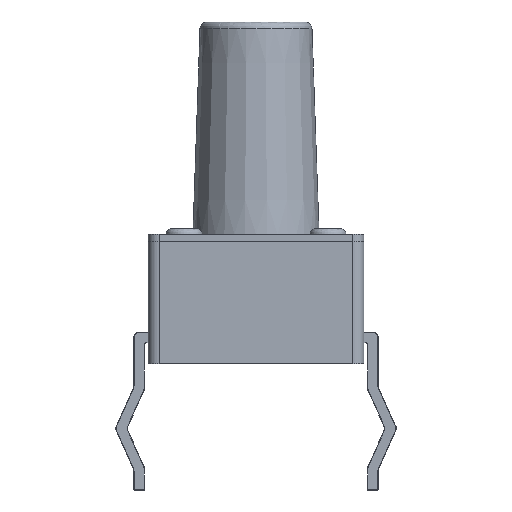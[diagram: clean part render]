
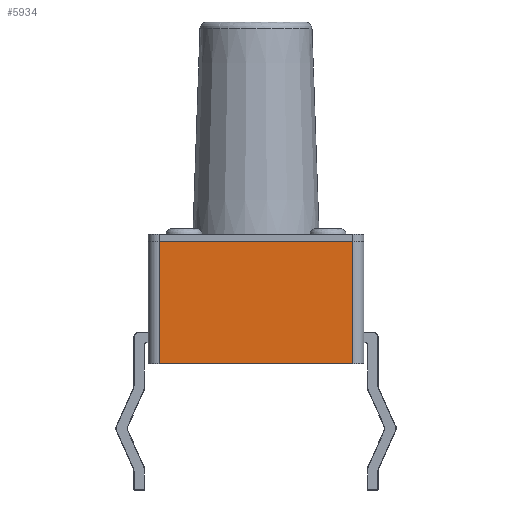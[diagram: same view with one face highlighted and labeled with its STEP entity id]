
A CAD part, front view. The second image highlights one B-rep face of the part: STEP entity #5934.
In plain terms, the highlighted planar face has unit normal (0, -1, 0).
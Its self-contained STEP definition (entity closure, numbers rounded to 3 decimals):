
#4969 = PLANE('',#4970);
#4970 = AXIS2_PLACEMENT_3D('',#4971,#4972,#4973);
#4971 = CARTESIAN_POINT('',(3.199,-2.3,3.4));
#4972 = DIRECTION('',(0.,0.,1.));
#4973 = DIRECTION('',(1.,0.,0.));
#5604 = VERTEX_POINT('',#5605);
#5605 = CARTESIAN_POINT('',(0.504,-5.295,3.4));
#5626 = CYLINDRICAL_SURFACE('',#5627,0.3);
#5627 = AXIS2_PLACEMENT_3D('',#5628,#5629,#5630);
#5628 = CARTESIAN_POINT('',(0.504,-4.995,0.));
#5629 = DIRECTION('',(0.,0.,1.));
#5630 = DIRECTION('',(1.,0.,0.));
#5660 = EDGE_CURVE('',#5604,#5661,#5663,.T.);
#5661 = VERTEX_POINT('',#5662);
#5662 = CARTESIAN_POINT('',(5.894,-5.295,3.4));
#5663 = SURFACE_CURVE('',#5664,(#5668,#5675),.PCURVE_S1.);
#5664 = LINE('',#5665,#5666);
#5665 = CARTESIAN_POINT('',(3.199,-5.295,3.4));
#5666 = VECTOR('',#5667,1.);
#5667 = DIRECTION('',(1.,0.,0.));
#5668 = PCURVE('',#4969,#5669);
#5669 = DEFINITIONAL_REPRESENTATION('',(#5670),#5674);
#5670 = LINE('',#5671,#5672);
#5671 = CARTESIAN_POINT('',(0.,-2.995));
#5672 = VECTOR('',#5673,1.);
#5673 = DIRECTION('',(1.,0.));
#5674 = ( GEOMETRIC_REPRESENTATION_CONTEXT(2) 
PARAMETRIC_REPRESENTATION_CONTEXT() REPRESENTATION_CONTEXT('2D SPACE',''
  ) );
#5675 = PCURVE('',#5676,#5681);
#5676 = PLANE('',#5677);
#5677 = AXIS2_PLACEMENT_3D('',#5678,#5679,#5680);
#5678 = CARTESIAN_POINT('',(3.199,-5.295,0.));
#5679 = DIRECTION('',(0.,-1.,0.));
#5680 = DIRECTION('',(0.,0.,-1.));
#5681 = DEFINITIONAL_REPRESENTATION('',(#5682),#5686);
#5682 = LINE('',#5683,#5684);
#5683 = CARTESIAN_POINT('',(-3.4,0.));
#5684 = VECTOR('',#5685,1.);
#5685 = DIRECTION('',(0.,1.));
#5686 = ( GEOMETRIC_REPRESENTATION_CONTEXT(2) 
PARAMETRIC_REPRESENTATION_CONTEXT() REPRESENTATION_CONTEXT('2D SPACE',''
  ) );
#5709 = CYLINDRICAL_SURFACE('',#5710,0.3);
#5710 = AXIS2_PLACEMENT_3D('',#5711,#5712,#5713);
#5711 = CARTESIAN_POINT('',(5.894,-4.995,0.));
#5712 = DIRECTION('',(0.,0.,1.));
#5713 = DIRECTION('',(1.,0.,0.));
#5934 = ADVANCED_FACE('',(#5935),#5676,.T.);
#5935 = FACE_BOUND('',#5936,.T.);
#5936 = EDGE_LOOP('',(#5937,#5982,#6010,#6053));
#5937 = ORIENTED_EDGE('',*,*,#5938,.T.);
#5938 = EDGE_CURVE('',#5604,#5939,#5941,.T.);
#5939 = VERTEX_POINT('',#5940);
#5940 = CARTESIAN_POINT('',(0.504,-5.295,0.));
#5941 = SURFACE_CURVE('',#5942,(#5946,#5953),.PCURVE_S1.);
#5942 = LINE('',#5943,#5944);
#5943 = CARTESIAN_POINT('',(0.504,-5.295,0.));
#5944 = VECTOR('',#5945,1.);
#5945 = DIRECTION('',(0.,0.,-1.));
#5946 = PCURVE('',#5676,#5947);
#5947 = DEFINITIONAL_REPRESENTATION('',(#5948),#5952);
#5948 = LINE('',#5949,#5950);
#5949 = CARTESIAN_POINT('',(-0.,-2.695));
#5950 = VECTOR('',#5951,1.);
#5951 = DIRECTION('',(1.,0.));
#5952 = ( GEOMETRIC_REPRESENTATION_CONTEXT(2) 
PARAMETRIC_REPRESENTATION_CONTEXT() REPRESENTATION_CONTEXT('2D SPACE',''
  ) );
#5953 = PCURVE('',#5626,#5954);
#5954 = DEFINITIONAL_REPRESENTATION('',(#5955),#5981);
#5955 = B_SPLINE_CURVE_WITH_KNOTS('',3,(#5956,#5957,#5958,#5959,#5960,
    #5961,#5962,#5963,#5964,#5965,#5966,#5967,#5968,#5969,#5970,#5971,
    #5972,#5973,#5974,#5975,#5976,#5977,#5978,#5979,#5980),
  .UNSPECIFIED.,.F.,.F.,(4,1,1,1,1,1,1,1,1,1,1,1,1,1,1,1,1,1,1,1,1,1,4),
  (-3.4,-3.245,-3.091,-2.936,-2.782,
    -2.627,-2.473,-2.318,-2.164,
    -2.009,-1.855,-1.7,-1.545,-1.391
    ,-1.236,-1.082,-0.927,-0.773,
    -0.618,-0.464,-0.309,-0.155,0.),
  .UNSPECIFIED.);
#5956 = CARTESIAN_POINT('',(4.712,3.4));
#5957 = CARTESIAN_POINT('',(4.712,3.348));
#5958 = CARTESIAN_POINT('',(4.712,3.245));
#5959 = CARTESIAN_POINT('',(4.712,3.091));
#5960 = CARTESIAN_POINT('',(4.712,2.936));
#5961 = CARTESIAN_POINT('',(4.712,2.782));
#5962 = CARTESIAN_POINT('',(4.712,2.627));
#5963 = CARTESIAN_POINT('',(4.712,2.473));
#5964 = CARTESIAN_POINT('',(4.712,2.318));
#5965 = CARTESIAN_POINT('',(4.712,2.164));
#5966 = CARTESIAN_POINT('',(4.712,2.009));
#5967 = CARTESIAN_POINT('',(4.712,1.855));
#5968 = CARTESIAN_POINT('',(4.712,1.7));
#5969 = CARTESIAN_POINT('',(4.712,1.545));
#5970 = CARTESIAN_POINT('',(4.712,1.391));
#5971 = CARTESIAN_POINT('',(4.712,1.236));
#5972 = CARTESIAN_POINT('',(4.712,1.082));
#5973 = CARTESIAN_POINT('',(4.712,0.927));
#5974 = CARTESIAN_POINT('',(4.712,0.773));
#5975 = CARTESIAN_POINT('',(4.712,0.618));
#5976 = CARTESIAN_POINT('',(4.712,0.464));
#5977 = CARTESIAN_POINT('',(4.712,0.309));
#5978 = CARTESIAN_POINT('',(4.712,0.155));
#5979 = CARTESIAN_POINT('',(4.712,0.052));
#5980 = CARTESIAN_POINT('',(4.712,0.));
#5981 = ( GEOMETRIC_REPRESENTATION_CONTEXT(2) 
PARAMETRIC_REPRESENTATION_CONTEXT() REPRESENTATION_CONTEXT('2D SPACE',''
  ) );
#5982 = ORIENTED_EDGE('',*,*,#5983,.T.);
#5983 = EDGE_CURVE('',#5939,#5984,#5986,.T.);
#5984 = VERTEX_POINT('',#5985);
#5985 = CARTESIAN_POINT('',(5.894,-5.295,0.));
#5986 = SURFACE_CURVE('',#5987,(#5991,#5998),.PCURVE_S1.);
#5987 = LINE('',#5988,#5989);
#5988 = CARTESIAN_POINT('',(3.199,-5.295,0.));
#5989 = VECTOR('',#5990,1.);
#5990 = DIRECTION('',(1.,0.,0.));
#5991 = PCURVE('',#5676,#5992);
#5992 = DEFINITIONAL_REPRESENTATION('',(#5993),#5997);
#5993 = LINE('',#5994,#5995);
#5994 = CARTESIAN_POINT('',(0.,0.));
#5995 = VECTOR('',#5996,1.);
#5996 = DIRECTION('',(0.,1.));
#5997 = ( GEOMETRIC_REPRESENTATION_CONTEXT(2) 
PARAMETRIC_REPRESENTATION_CONTEXT() REPRESENTATION_CONTEXT('2D SPACE',''
  ) );
#5998 = PCURVE('',#5999,#6004);
#5999 = PLANE('',#6000);
#6000 = AXIS2_PLACEMENT_3D('',#6001,#6002,#6003);
#6001 = CARTESIAN_POINT('',(3.199,-2.3,0.));
#6002 = DIRECTION('',(0.,0.,1.));
#6003 = DIRECTION('',(1.,0.,0.));
#6004 = DEFINITIONAL_REPRESENTATION('',(#6005),#6009);
#6005 = LINE('',#6006,#6007);
#6006 = CARTESIAN_POINT('',(0.,-2.995));
#6007 = VECTOR('',#6008,1.);
#6008 = DIRECTION('',(1.,0.));
#6009 = ( GEOMETRIC_REPRESENTATION_CONTEXT(2) 
PARAMETRIC_REPRESENTATION_CONTEXT() REPRESENTATION_CONTEXT('2D SPACE',''
  ) );
#6010 = ORIENTED_EDGE('',*,*,#6011,.T.);
#6011 = EDGE_CURVE('',#5984,#5661,#6012,.T.);
#6012 = SURFACE_CURVE('',#6013,(#6017,#6024),.PCURVE_S1.);
#6013 = LINE('',#6014,#6015);
#6014 = CARTESIAN_POINT('',(5.894,-5.295,0.));
#6015 = VECTOR('',#6016,1.);
#6016 = DIRECTION('',(0.,0.,1.));
#6017 = PCURVE('',#5676,#6018);
#6018 = DEFINITIONAL_REPRESENTATION('',(#6019),#6023);
#6019 = LINE('',#6020,#6021);
#6020 = CARTESIAN_POINT('',(0.,2.695));
#6021 = VECTOR('',#6022,1.);
#6022 = DIRECTION('',(-1.,0.));
#6023 = ( GEOMETRIC_REPRESENTATION_CONTEXT(2) 
PARAMETRIC_REPRESENTATION_CONTEXT() REPRESENTATION_CONTEXT('2D SPACE',''
  ) );
#6024 = PCURVE('',#5709,#6025);
#6025 = DEFINITIONAL_REPRESENTATION('',(#6026),#6052);
#6026 = B_SPLINE_CURVE_WITH_KNOTS('',3,(#6027,#6028,#6029,#6030,#6031,
    #6032,#6033,#6034,#6035,#6036,#6037,#6038,#6039,#6040,#6041,#6042,
    #6043,#6044,#6045,#6046,#6047,#6048,#6049,#6050,#6051),
  .UNSPECIFIED.,.F.,.F.,(4,1,1,1,1,1,1,1,1,1,1,1,1,1,1,1,1,1,1,1,1,1,4),
  (0.,0.155,0.309,0.464,0.618,
    0.773,0.927,1.082,1.236,
    1.391,1.545,1.7,1.855,2.009,
    2.164,2.318,2.473,2.627,
    2.782,2.936,3.091,3.245,3.4),
  .UNSPECIFIED.);
#6027 = CARTESIAN_POINT('',(4.712,0.));
#6028 = CARTESIAN_POINT('',(4.712,0.052));
#6029 = CARTESIAN_POINT('',(4.712,0.155));
#6030 = CARTESIAN_POINT('',(4.712,0.309));
#6031 = CARTESIAN_POINT('',(4.712,0.464));
#6032 = CARTESIAN_POINT('',(4.712,0.618));
#6033 = CARTESIAN_POINT('',(4.712,0.773));
#6034 = CARTESIAN_POINT('',(4.712,0.927));
#6035 = CARTESIAN_POINT('',(4.712,1.082));
#6036 = CARTESIAN_POINT('',(4.712,1.236));
#6037 = CARTESIAN_POINT('',(4.712,1.391));
#6038 = CARTESIAN_POINT('',(4.712,1.545));
#6039 = CARTESIAN_POINT('',(4.712,1.7));
#6040 = CARTESIAN_POINT('',(4.712,1.855));
#6041 = CARTESIAN_POINT('',(4.712,2.009));
#6042 = CARTESIAN_POINT('',(4.712,2.164));
#6043 = CARTESIAN_POINT('',(4.712,2.318));
#6044 = CARTESIAN_POINT('',(4.712,2.473));
#6045 = CARTESIAN_POINT('',(4.712,2.627));
#6046 = CARTESIAN_POINT('',(4.712,2.782));
#6047 = CARTESIAN_POINT('',(4.712,2.936));
#6048 = CARTESIAN_POINT('',(4.712,3.091));
#6049 = CARTESIAN_POINT('',(4.712,3.245));
#6050 = CARTESIAN_POINT('',(4.712,3.348));
#6051 = CARTESIAN_POINT('',(4.712,3.4));
#6052 = ( GEOMETRIC_REPRESENTATION_CONTEXT(2) 
PARAMETRIC_REPRESENTATION_CONTEXT() REPRESENTATION_CONTEXT('2D SPACE',''
  ) );
#6053 = ORIENTED_EDGE('',*,*,#5660,.F.);
